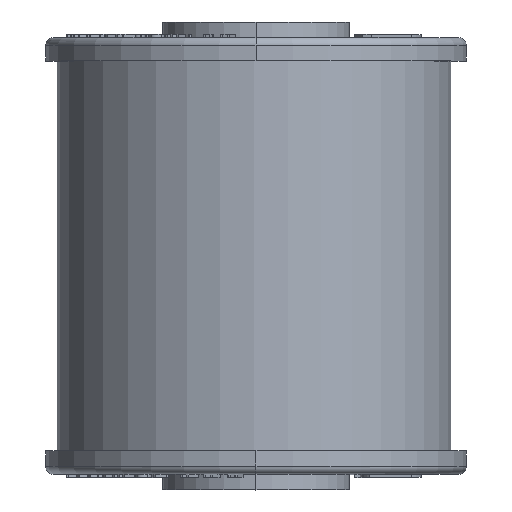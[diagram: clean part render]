
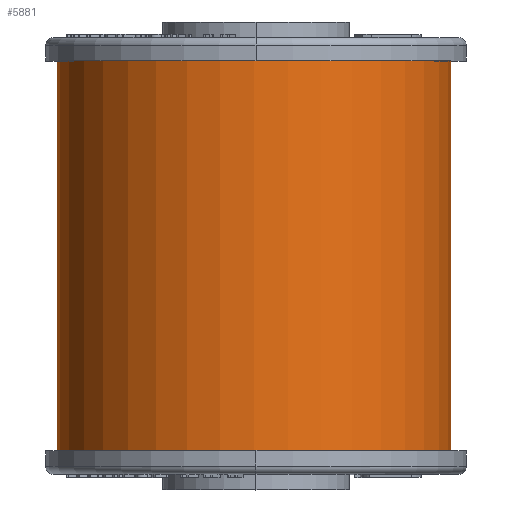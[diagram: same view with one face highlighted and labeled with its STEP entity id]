
A CAD part, top view. The second image highlights one B-rep face of the part: STEP entity #5881.
In plain terms, the highlighted cylindrical face has radius 12.625 mm (diameter 25.25 mm), a partial arc.
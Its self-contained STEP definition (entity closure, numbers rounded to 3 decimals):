
#239 = EDGE_CURVE ( 'NONE', #9529, #15051, #3956, .T. ) ;
#454 = EDGE_CURVE ( 'NONE', #15051, #1088, #7071, .T. ) ;
#903 = VECTOR ( 'NONE', #23006, 1000. ) ;
#1088 = VERTEX_POINT ( 'NONE', #18123 ) ;
#2023 = CARTESIAN_POINT ( 'NONE',  ( -12.75, 25., 0. ) ) ;
#3836 = DIRECTION ( 'NONE',  ( 0., -1., 0. ) ) ;
#3956 = CIRCLE ( 'NONE', #17345, 12.625 ) ;
#5881 = ADVANCED_FACE ( 'NONE', ( #10464 ), #20255, .T. ) ;
#6218 = CARTESIAN_POINT ( 'NONE',  ( 12.5, 25., 0. ) ) ;
#7071 = LINE ( 'NONE', #14373, #903 ) ;
#7171 = ORIENTED_EDGE ( 'NONE', *, *, #454, .T. ) ;
#7678 = ORIENTED_EDGE ( 'NONE', *, *, #14372, .F. ) ;
#8674 = DIRECTION ( 'NONE',  ( 0., 0., -1. ) ) ;
#8954 = CARTESIAN_POINT ( 'NONE',  ( -0.125, 0., 0. ) ) ;
#9529 = VERTEX_POINT ( 'NONE', #6218 ) ;
#9542 = EDGE_CURVE ( 'NONE', #9529, #10124, #9919, .T. ) ;
#9919 = LINE ( 'NONE', #17216, #23113 ) ;
#10124 = VERTEX_POINT ( 'NONE', #19407 ) ;
#10464 = FACE_OUTER_BOUND ( 'NONE', #17229, .T. ) ;
#12652 = AXIS2_PLACEMENT_3D ( 'NONE', #8954, #16250, #12892 ) ;
#12892 = DIRECTION ( 'NONE',  ( 1., 0., 0. ) ) ;
#13400 = AXIS2_PLACEMENT_3D ( 'NONE', #14297, #3836, #8674 ) ;
#14297 = CARTESIAN_POINT ( 'NONE',  ( -0.125, 25., 0. ) ) ;
#14313 = DIRECTION ( 'NONE',  ( 0., -1., 0. ) ) ;
#14372 = EDGE_CURVE ( 'NONE', #10124, #1088, #16089, .T. ) ;
#14373 = CARTESIAN_POINT ( 'NONE',  ( -12.75, 25., 0. ) ) ;
#15051 = VERTEX_POINT ( 'NONE', #2023 ) ;
#16089 = CIRCLE ( 'NONE', #12652, 12.625 ) ;
#16176 = ORIENTED_EDGE ( 'NONE', *, *, #9542, .F. ) ;
#16250 = DIRECTION ( 'NONE',  ( 0., -1., 0. ) ) ;
#17216 = CARTESIAN_POINT ( 'NONE',  ( 12.5, 25., 0. ) ) ;
#17229 = EDGE_LOOP ( 'NONE', ( #7678, #16176, #23185, #7171 ) ) ;
#17345 = AXIS2_PLACEMENT_3D ( 'NONE', #18812, #17483, #20736 ) ;
#17483 = DIRECTION ( 'NONE',  ( 0., -1., 0. ) ) ;
#18123 = CARTESIAN_POINT ( 'NONE',  ( -12.75, 0., 0. ) ) ;
#18812 = CARTESIAN_POINT ( 'NONE',  ( -0.125, 25., 0. ) ) ;
#19407 = CARTESIAN_POINT ( 'NONE',  ( 12.5, 0., 0. ) ) ;
#20255 = CYLINDRICAL_SURFACE ( 'NONE', #13400, 12.625 ) ;
#20736 = DIRECTION ( 'NONE',  ( 1., 0., 0. ) ) ;
#23006 = DIRECTION ( 'NONE',  ( 0., -1., 0. ) ) ;
#23113 = VECTOR ( 'NONE', #14313, 1000. ) ;
#23185 = ORIENTED_EDGE ( 'NONE', *, *, #239, .T. ) ;
